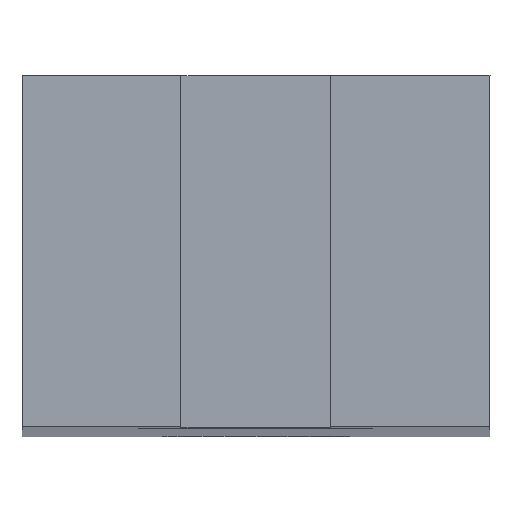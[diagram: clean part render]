
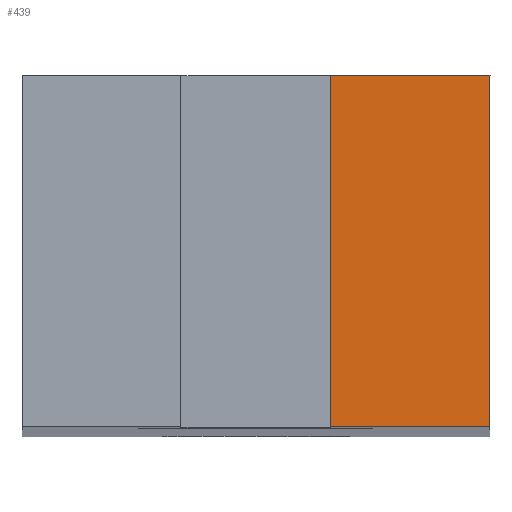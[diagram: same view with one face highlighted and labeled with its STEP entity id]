
A CAD part, top view. The second image highlights one B-rep face of the part: STEP entity #439.
In plain terms, the highlighted planar face has unit normal (0, 0, 1).
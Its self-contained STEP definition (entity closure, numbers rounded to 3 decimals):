
#37=FACE_OUTER_BOUND('',#60,.T.);
#60=EDGE_LOOP('',(#343,#344,#345,#346));
#96=LINE('',#651,#152);
#101=LINE('',#671,#157);
#108=LINE('',#685,#164);
#109=LINE('',#686,#165);
#152=VECTOR('',#527,10.);
#157=VECTOR('',#550,10.);
#164=VECTOR('',#563,10.);
#165=VECTOR('',#564,10.);
#202=VERTEX_POINT('',#648);
#203=VERTEX_POINT('',#650);
#209=VERTEX_POINT('',#670);
#213=VERTEX_POINT('',#684);
#248=EDGE_CURVE('',#202,#203,#96,.T.);
#257=EDGE_CURVE('',#209,#202,#101,.T.);
#264=EDGE_CURVE('',#213,#209,#108,.T.);
#265=EDGE_CURVE('',#203,#213,#109,.T.);
#343=ORIENTED_EDGE('',*,*,#257,.F.);
#344=ORIENTED_EDGE('',*,*,#264,.F.);
#345=ORIENTED_EDGE('',*,*,#265,.F.);
#346=ORIENTED_EDGE('',*,*,#248,.F.);
#416=PLANE('',#480);
#439=ADVANCED_FACE('',(#37),#416,.T.);
#480=AXIS2_PLACEMENT_3D('',#683,#561,#562);
#527=DIRECTION('',(1.,0.,0.));
#550=DIRECTION('',(0.,1.,0.));
#561=DIRECTION('center_axis',(0.,0.,
1.));
#562=DIRECTION('ref_axis',(-1.,0.,0.));
#563=DIRECTION('',(-1.,0.,0.));
#564=DIRECTION('',(0.,-1.,0.));
#648=CARTESIAN_POINT('',(183.078,33.871,290.924));
#650=CARTESIAN_POINT('',(189.878,33.871,290.924));
#651=CARTESIAN_POINT('',(174.883,33.871,290.924));
#670=CARTESIAN_POINT('',(183.078,18.871,290.924));
#671=CARTESIAN_POINT('',(183.078,21.371,290.924));
#683=CARTESIAN_POINT('Origin',(179.878,8.871,290.924));
#684=CARTESIAN_POINT('',(189.878,18.871,290.924));
#685=CARTESIAN_POINT('',(184.878,18.871,290.924));
#686=CARTESIAN_POINT('',(189.878,-108.129,290.924));
